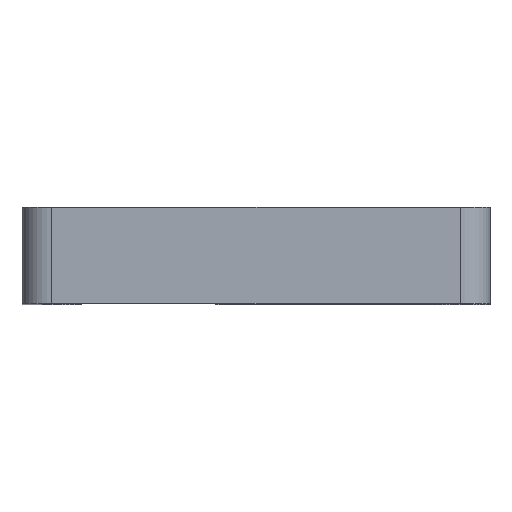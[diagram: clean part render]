
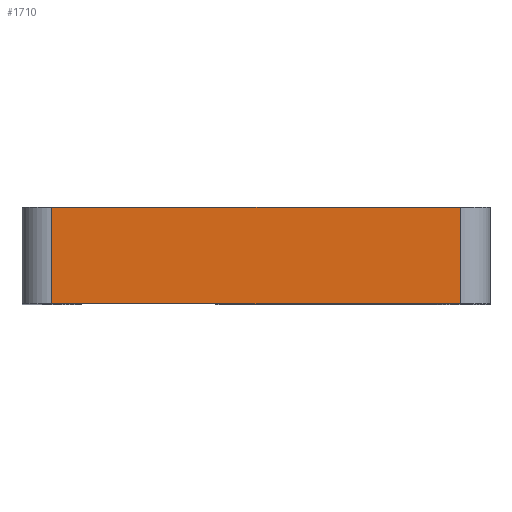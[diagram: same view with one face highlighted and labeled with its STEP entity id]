
A CAD part, top view. The second image highlights one B-rep face of the part: STEP entity #1710.
In plain terms, the highlighted planar face has unit normal (0, 0, 1).
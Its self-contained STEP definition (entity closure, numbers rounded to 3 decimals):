
#36 = VECTOR ( 'NONE', #2139, 1000. ) ;
#45 = VERTEX_POINT ( 'NONE', #788 ) ;
#353 = AXIS2_PLACEMENT_3D ( 'NONE', #1259, #1941, #912 ) ;
#356 = VERTEX_POINT ( 'NONE', #1387 ) ;
#397 = CARTESIAN_POINT ( 'NONE',  ( 54.8, -8.9, 0. ) ) ;
#408 = CARTESIAN_POINT ( 'NONE',  ( 3.5, -8.9, 0. ) ) ;
#414 = CARTESIAN_POINT ( 'NONE',  ( 51.3, 2.4, 0. ) ) ;
#416 = ORIENTED_EDGE ( 'NONE', *, *, #784, .T. ) ;
#418 = VECTOR ( 'NONE', #1794, 1000. ) ;
#468 = CARTESIAN_POINT ( 'NONE',  ( 3.5, 2.4, 0. ) ) ;
#501 = LINE ( 'NONE', #1452, #36 ) ;
#520 = ORIENTED_EDGE ( 'NONE', *, *, #1625, .T. ) ;
#567 = PLANE ( 'NONE',  #353 ) ;
#760 = ORIENTED_EDGE ( 'NONE', *, *, #1639, .T. ) ;
#784 = EDGE_CURVE ( 'NONE', #1630, #356, #1699, .T. ) ;
#788 = CARTESIAN_POINT ( 'NONE',  ( 51.3, 2.4, 0. ) ) ;
#912 = DIRECTION ( 'NONE',  ( -1., 0., 0. ) ) ;
#935 = EDGE_LOOP ( 'NONE', ( #416, #520, #1353, #760 ) ) ;
#1123 = VECTOR ( 'NONE', #1619, 1000. ) ;
#1216 = VECTOR ( 'NONE', #1930, 1000. ) ;
#1259 = CARTESIAN_POINT ( 'NONE',  ( 0., 2.4, 0. ) ) ;
#1353 = ORIENTED_EDGE ( 'NONE', *, *, #1424, .F. ) ;
#1387 = CARTESIAN_POINT ( 'NONE',  ( 51.3, -8.9, 0. ) ) ;
#1424 = EDGE_CURVE ( 'NONE', #1915, #45, #2203, .T. ) ;
#1452 = CARTESIAN_POINT ( 'NONE',  ( 3.5, 2.4, 0. ) ) ;
#1565 = FACE_OUTER_BOUND ( 'NONE', #935, .T. ) ;
#1619 = DIRECTION ( 'NONE',  ( 0., 1., 0. ) ) ;
#1625 = EDGE_CURVE ( 'NONE', #356, #45, #2199, .T. ) ;
#1630 = VERTEX_POINT ( 'NONE', #408 ) ;
#1639 = EDGE_CURVE ( 'NONE', #1915, #1630, #501, .T. ) ;
#1699 = LINE ( 'NONE', #397, #1216 ) ;
#1710 = ADVANCED_FACE ( 'NONE', ( #1565 ), #567, .F. ) ;
#1794 = DIRECTION ( 'NONE',  ( 1., 0., 0. ) ) ;
#1813 = CARTESIAN_POINT ( 'NONE',  ( 0., 2.4, 0. ) ) ;
#1915 = VERTEX_POINT ( 'NONE', #468 ) ;
#1930 = DIRECTION ( 'NONE',  ( 1., 0., 0. ) ) ;
#1941 = DIRECTION ( 'NONE',  ( 0., 0., -1. ) ) ;
#2139 = DIRECTION ( 'NONE',  ( 0., -1., 0. ) ) ;
#2199 = LINE ( 'NONE', #414, #1123 ) ;
#2203 = LINE ( 'NONE', #1813, #418 ) ;
